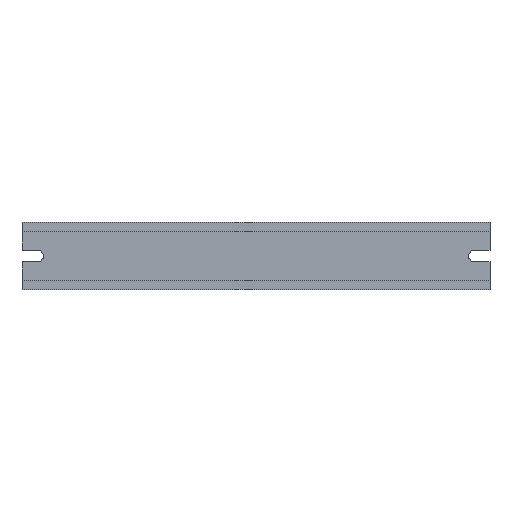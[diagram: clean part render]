
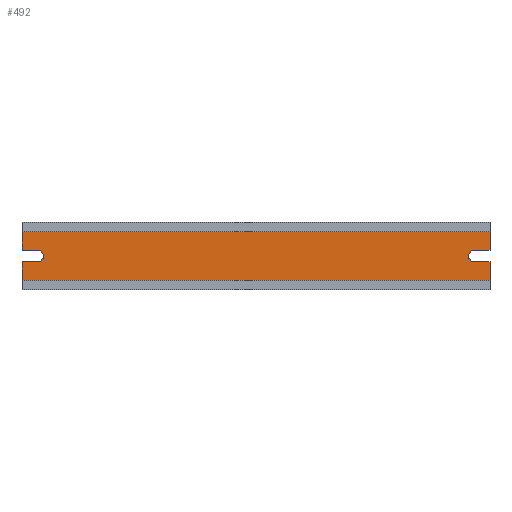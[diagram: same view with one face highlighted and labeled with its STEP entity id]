
A CAD part, top view. The second image highlights one B-rep face of the part: STEP entity #492.
In plain terms, the highlighted planar face has unit normal (0, 0, 1).
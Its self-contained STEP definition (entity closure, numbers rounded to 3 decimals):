
#1 = AXIS2_PLACEMENT_3D ( 'NONE', #739, #319, #208 ) ;
#5 = VERTEX_POINT ( 'NONE', #361 ) ;
#7 = CARTESIAN_POINT ( 'NONE',  ( -120.5, -13.5, 1. ) ) ;
#8 = VERTEX_POINT ( 'NONE', #371 ) ;
#10 = LINE ( 'NONE', #65, #382 ) ;
#18 = DIRECTION ( 'NONE',  ( 0., 0., 1. ) ) ;
#20 = CARTESIAN_POINT ( 'NONE',  ( -120.5, 3., 1. ) ) ;
#36 = VECTOR ( 'NONE', #159, 1000. ) ;
#40 = CARTESIAN_POINT ( 'NONE',  ( -120.5, -13.5, 1. ) ) ;
#41 = DIRECTION ( 'NONE',  ( -1., 0., 0. ) ) ;
#42 = EDGE_CURVE ( 'NONE', #663, #167, #427, .T. ) ;
#43 = VERTEX_POINT ( 'NONE', #750 ) ;
#52 = CARTESIAN_POINT ( 'NONE',  ( 120.5, -12.5, 1. ) ) ;
#53 = ORIENTED_EDGE ( 'NONE', *, *, #103, .F. ) ;
#59 = CARTESIAN_POINT ( 'NONE',  ( 120.5, 3., 1. ) ) ;
#65 = CARTESIAN_POINT ( 'NONE',  ( 120.5, -13.5, 1. ) ) ;
#68 = DIRECTION ( 'NONE',  ( 0., 1., 0. ) ) ;
#69 = DIRECTION ( 'NONE',  ( 0., 1., 0. ) ) ;
#74 = CARTESIAN_POINT ( 'NONE',  ( 120.5, -3., 1. ) ) ;
#90 = ORIENTED_EDGE ( 'NONE', *, *, #249, .F. ) ;
#100 = CIRCLE ( 'NONE', #526, 3. ) ;
#103 = EDGE_CURVE ( 'NONE', #43, #729, #204, .T. ) ;
#104 = CARTESIAN_POINT ( 'NONE',  ( 120.5, -3., 1. ) ) ;
#117 = DIRECTION ( 'NONE',  ( 1., 0., 0. ) ) ;
#124 = EDGE_CURVE ( 'NONE', #282, #8, #209, .T. ) ;
#128 = LINE ( 'NONE', #40, #673 ) ;
#138 = VECTOR ( 'NONE', #744, 1000. ) ;
#143 = VERTEX_POINT ( 'NONE', #703 ) ;
#155 = ORIENTED_EDGE ( 'NONE', *, *, #688, .T. ) ;
#156 = FACE_OUTER_BOUND ( 'NONE', #293, .T. ) ;
#159 = DIRECTION ( 'NONE',  ( 0., 1., 0. ) ) ;
#167 = VERTEX_POINT ( 'NONE', #104 ) ;
#169 = CARTESIAN_POINT ( 'NONE',  ( 112.5, -3., 1. ) ) ;
#176 = VERTEX_POINT ( 'NONE', #59 ) ;
#188 = AXIS2_PLACEMENT_3D ( 'NONE', #554, #18, #652 ) ;
#204 = LINE ( 'NONE', #384, #226 ) ;
#208 = DIRECTION ( 'NONE',  ( 0., -1., 0. ) ) ;
#209 = LINE ( 'NONE', #270, #138 ) ;
#226 = VECTOR ( 'NONE', #678, 1000. ) ;
#227 = VECTOR ( 'NONE', #429, 1000. ) ;
#249 = EDGE_CURVE ( 'NONE', #463, #663, #646, .T. ) ;
#254 = EDGE_CURVE ( 'NONE', #143, #455, #100, .T. ) ;
#260 = CARTESIAN_POINT ( 'NONE',  ( 112.5, 3., 1. ) ) ;
#268 = EDGE_CURVE ( 'NONE', #5, #143, #520, .T. ) ;
#270 = CARTESIAN_POINT ( 'NONE',  ( 120.5, -12.5, 1. ) ) ;
#278 = CARTESIAN_POINT ( 'NONE',  ( 120.5, 12.5, 1. ) ) ;
#279 = ORIENTED_EDGE ( 'NONE', *, *, #617, .T. ) ;
#281 = DIRECTION ( 'NONE',  ( 1., 0., 0. ) ) ;
#282 = VERTEX_POINT ( 'NONE', #52 ) ;
#293 = EDGE_LOOP ( 'NONE', ( #531, #90, #488, #279, #155, #582, #53, #721, #667, #514, #619, #700, #410 ) ) ;
#308 = EDGE_CURVE ( 'NONE', #455, #43, #633, .T. ) ;
#311 = DIRECTION ( 'NONE',  ( 1., 0., 0. ) ) ;
#319 = DIRECTION ( 'NONE',  ( 0., 0., 1. ) ) ;
#335 = LINE ( 'NONE', #362, #36 ) ;
#340 = EDGE_CURVE ( 'NONE', #729, #539, #494, .T. ) ;
#343 = DIRECTION ( 'NONE',  ( 0., 0., 1. ) ) ;
#361 = CARTESIAN_POINT ( 'NONE',  ( -120.5, -3., 1. ) ) ;
#362 = CARTESIAN_POINT ( 'NONE',  ( 120.5, -13.5, 1. ) ) ;
#371 = CARTESIAN_POINT ( 'NONE',  ( -120.5, -12.5, 1. ) ) ;
#373 = EDGE_CURVE ( 'NONE', #282, #167, #10, .T. ) ;
#374 = CARTESIAN_POINT ( 'NONE',  ( -109.5, 0., 1. ) ) ;
#382 = VECTOR ( 'NONE', #69, 1000. ) ;
#384 = CARTESIAN_POINT ( 'NONE',  ( -112.5, 3., 1. ) ) ;
#403 = LINE ( 'NONE', #641, #227 ) ;
#410 = ORIENTED_EDGE ( 'NONE', *, *, #373, .T. ) ;
#427 = LINE ( 'NONE', #74, #549 ) ;
#429 = DIRECTION ( 'NONE',  ( -1., 0., 0. ) ) ;
#455 = VERTEX_POINT ( 'NONE', #374 ) ;
#456 = CARTESIAN_POINT ( 'NONE',  ( 112.5, 3., 1. ) ) ;
#463 = VERTEX_POINT ( 'NONE', #260 ) ;
#473 = CARTESIAN_POINT ( 'NONE',  ( 112.5, 0., 1. ) ) ;
#488 = ORIENTED_EDGE ( 'NONE', *, *, #676, .F. ) ;
#492 = ADVANCED_FACE ( 'NONE', ( #156 ), #736, .T. ) ;
#494 = LINE ( 'NONE', #7, #733 ) ;
#509 = VERTEX_POINT ( 'NONE', #278 ) ;
#514 = ORIENTED_EDGE ( 'NONE', *, *, #268, .F. ) ;
#520 = LINE ( 'NONE', #649, #573 ) ;
#524 = LINE ( 'NONE', #456, #561 ) ;
#526 = AXIS2_PLACEMENT_3D ( 'NONE', #534, #343, #281 ) ;
#531 = ORIENTED_EDGE ( 'NONE', *, *, #42, .F. ) ;
#534 = CARTESIAN_POINT ( 'NONE',  ( -112.5, 0., 1. ) ) ;
#538 = DIRECTION ( 'NONE',  ( 0., 1., 0. ) ) ;
#539 = VERTEX_POINT ( 'NONE', #690 ) ;
#549 = VECTOR ( 'NONE', #311, 1000. ) ;
#554 = CARTESIAN_POINT ( 'NONE',  ( -112.5, 0., 1. ) ) ;
#561 = VECTOR ( 'NONE', #692, 1000. ) ;
#573 = VECTOR ( 'NONE', #117, 1000. ) ;
#582 = ORIENTED_EDGE ( 'NONE', *, *, #340, .F. ) ;
#617 = EDGE_CURVE ( 'NONE', #176, #509, #335, .T. ) ;
#619 = ORIENTED_EDGE ( 'NONE', *, *, #662, .F. ) ;
#633 = CIRCLE ( 'NONE', #188, 3. ) ;
#641 = CARTESIAN_POINT ( 'NONE',  ( 120.5, 12.5, 1. ) ) ;
#646 = CIRCLE ( 'NONE', #720, 3. ) ;
#649 = CARTESIAN_POINT ( 'NONE',  ( -120.5, -3., 1. ) ) ;
#652 = DIRECTION ( 'NONE',  ( 1., 0., 0. ) ) ;
#662 = EDGE_CURVE ( 'NONE', #8, #5, #128, .T. ) ;
#663 = VERTEX_POINT ( 'NONE', #169 ) ;
#667 = ORIENTED_EDGE ( 'NONE', *, *, #254, .F. ) ;
#673 = VECTOR ( 'NONE', #68, 1000. ) ;
#676 = EDGE_CURVE ( 'NONE', #176, #463, #524, .T. ) ;
#678 = DIRECTION ( 'NONE',  ( -1., 0., 0. ) ) ;
#688 = EDGE_CURVE ( 'NONE', #509, #539, #403, .T. ) ;
#690 = CARTESIAN_POINT ( 'NONE',  ( -120.5, 12.5, 1. ) ) ;
#692 = DIRECTION ( 'NONE',  ( -1., 0., 0. ) ) ;
#700 = ORIENTED_EDGE ( 'NONE', *, *, #124, .F. ) ;
#703 = CARTESIAN_POINT ( 'NONE',  ( -112.5, -3., 1. ) ) ;
#707 = DIRECTION ( 'NONE',  ( 0., 0., 1. ) ) ;
#720 = AXIS2_PLACEMENT_3D ( 'NONE', #473, #707, #41 ) ;
#721 = ORIENTED_EDGE ( 'NONE', *, *, #308, .F. ) ;
#729 = VERTEX_POINT ( 'NONE', #20 ) ;
#733 = VECTOR ( 'NONE', #538, 1000. ) ;
#736 = PLANE ( 'NONE',  #1 ) ;
#739 = CARTESIAN_POINT ( 'NONE',  ( 120.5, -13.5, 1. ) ) ;
#744 = DIRECTION ( 'NONE',  ( -1., 0., 0. ) ) ;
#750 = CARTESIAN_POINT ( 'NONE',  ( -112.5, 3., 1. ) ) ;
